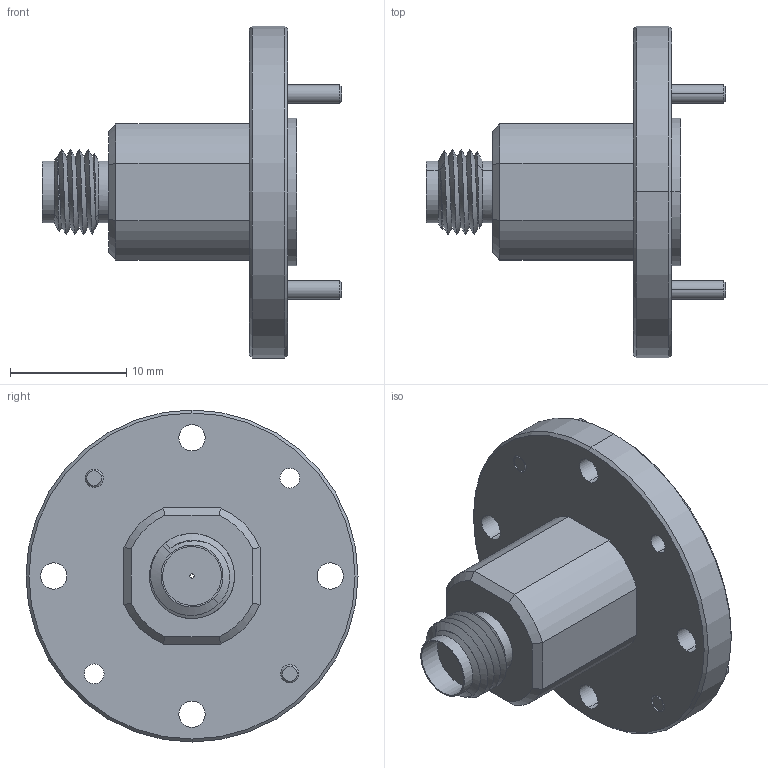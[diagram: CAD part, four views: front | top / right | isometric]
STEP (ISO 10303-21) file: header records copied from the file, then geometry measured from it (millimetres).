
FILE_DESCRIPTION (( 'STEP AP203' ), '1' );
FILE_NAME ('SWC-222F-E1-RL22.STEP', '2018-10-24T23:54:13', ( '' ), ( '' ), 'SwSTEP 2.0', 'SolidWorks 2016', '' );
FILE_SCHEMA (( 'CONFIG_CONTROL_DESIGN' ));
Length unit declared in the file: inch
Products named in the file (1): SWC-222F-E1-RL22
Bounding box: 25.74 x 28.57 x 28.57 mm (x, y, z)
Volume: 3531.7 mm3; surface area: 3014.8 mm2
Topology: 7 solids, 7 shells, 331 faces, 786 edges, 468 vertices
Faces by surface type: cone 137, cylinder 119, plane 71, bspline 4
Entity records: 11327 total; most frequent: CARTESIAN_POINT 3944, ORIENTED_EDGE 1548, DIRECTION 1476, EDGE_CURVE 774, AXIS2_PLACEMENT_3D 589, VERTEX_POINT 468, EDGE_LOOP 368, ADVANCED_FACE 331
